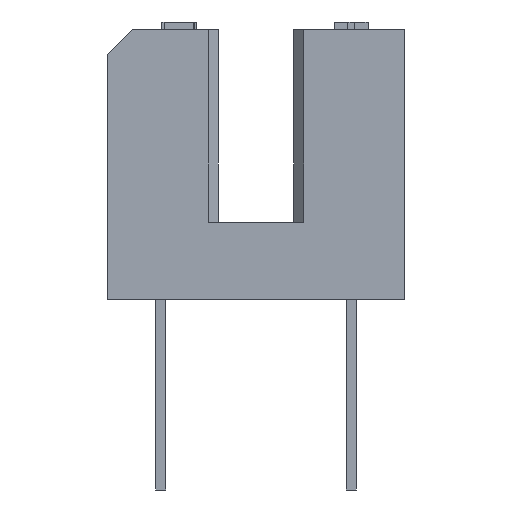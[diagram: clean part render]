
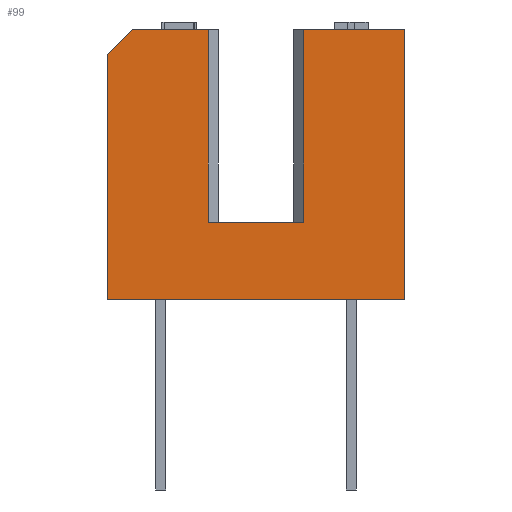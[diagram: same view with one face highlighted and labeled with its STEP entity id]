
A CAD part, front view. The second image highlights one B-rep face of the part: STEP entity #99.
In plain terms, the highlighted planar face has unit normal (0, -1, 0).
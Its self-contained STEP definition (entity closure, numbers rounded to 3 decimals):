
#99=ADVANCED_FACE('',(#202),#3471,.T.);
#202=FACE_OUTER_BOUND('',#305,.T.);
#305=EDGE_LOOP('',(#514,#515,#516,#517,#518,#519,#520,#521,#522));
#514=ORIENTED_EDGE('',*,*,#2267,.F.);
#515=ORIENTED_EDGE('',*,*,#2251,.F.);
#516=ORIENTED_EDGE('',*,*,#2264,.F.);
#517=ORIENTED_EDGE('',*,*,#2292,.T.);
#518=ORIENTED_EDGE('',*,*,#2293,.T.);
#519=ORIENTED_EDGE('',*,*,#2294,.T.);
#520=ORIENTED_EDGE('',*,*,#2295,.T.);
#521=ORIENTED_EDGE('',*,*,#2296,.T.);
#522=ORIENTED_EDGE('',*,*,#2297,.T.);
#964=PCURVE('',#3465,#1486);
#978=PCURVE('',#3450,#1500);
#982=PCURVE('',#3451,#1504);
#1036=PCURVE('',#3471,#1558);
#1037=PCURVE('',#3471,#1559);
#1038=PCURVE('',#3471,#1560);
#1039=PCURVE('',#3471,#1561);
#1040=PCURVE('',#3471,#1562);
#1041=PCURVE('',#3471,#1563);
#1042=PCURVE('',#3471,#1564);
#1043=PCURVE('',#3471,#1565);
#1044=PCURVE('',#3471,#1566);
#1048=PCURVE('',#3456,#1570);
#1072=PCURVE('',#3457,#1594);
#1076=PCURVE('',#3458,#1598);
#1084=PCURVE('',#3459,#1606);
#1088=PCURVE('',#3460,#1610);
#1097=PCURVE('',#3461,#1619);
#1486=DEFINITIONAL_REPRESENTATION('',(#2566),#5801);
#1500=DEFINITIONAL_REPRESENTATION('',(#2593),#5801);
#1504=DEFINITIONAL_REPRESENTATION('',(#2600),#5801);
#1558=DEFINITIONAL_REPRESENTATION('',(#2678),#5801);
#1559=DEFINITIONAL_REPRESENTATION('',(#2679),#5801);
#1560=DEFINITIONAL_REPRESENTATION('',(#2680),#5801);
#1561=DEFINITIONAL_REPRESENTATION('',(#2682),#5801);
#1562=DEFINITIONAL_REPRESENTATION('',(#2684),#5801);
#1563=DEFINITIONAL_REPRESENTATION('',(#2686),#5801);
#1564=DEFINITIONAL_REPRESENTATION('',(#2688),#5801);
#1565=DEFINITIONAL_REPRESENTATION('',(#2690),#5801);
#1566=DEFINITIONAL_REPRESENTATION('',(#2692),#5801);
#1570=DEFINITIONAL_REPRESENTATION('',(#2696),#5801);
#1594=DEFINITIONAL_REPRESENTATION('',(#2736),#5801);
#1598=DEFINITIONAL_REPRESENTATION('',(#2741),#5801);
#1606=DEFINITIONAL_REPRESENTATION('',(#2750),#5801);
#1610=DEFINITIONAL_REPRESENTATION('',(#2755),#5801);
#1619=DEFINITIONAL_REPRESENTATION('',(#2765),#5801);
#1990=SURFACE_CURVE('',#2565,(#964,#1037),.PCURVE_S1.);
#2003=SURFACE_CURVE('',#2592,(#978,#1038),.PCURVE_S1.);
#2006=SURFACE_CURVE('',#2599,(#982,#1036),.PCURVE_S1.);
#2031=SURFACE_CURVE('',#2681,(#1039,#1097),.PCURVE_S1.);
#2032=SURFACE_CURVE('',#2683,(#1040,#1088),.PCURVE_S1.);
#2033=SURFACE_CURVE('',#2685,(#1041,#1084),.PCURVE_S1.);
#2034=SURFACE_CURVE('',#2687,(#1042,#1076),.PCURVE_S1.);
#2035=SURFACE_CURVE('',#2689,(#1043,#1072),.PCURVE_S1.);
#2036=SURFACE_CURVE('',#2691,(#1044,#1048),.PCURVE_S1.);
#2251=EDGE_CURVE('',#3287,#3286,#1990,.T.);
#2264=EDGE_CURVE('',#3296,#3287,#2003,.T.);
#2267=EDGE_CURVE('',#3286,#3299,#2006,.T.);
#2292=EDGE_CURVE('',#3296,#3313,#2031,.T.);
#2293=EDGE_CURVE('',#3313,#3314,#2032,.T.);
#2294=EDGE_CURVE('',#3314,#3315,#2033,.T.);
#2295=EDGE_CURVE('',#3315,#3316,#2034,.T.);
#2296=EDGE_CURVE('',#3316,#3317,#2035,.T.);
#2297=EDGE_CURVE('',#3317,#3299,#2036,.T.);
#2565=B_SPLINE_CURVE_WITH_KNOTS('',1,(#4214,#4215,#4216,#4217),
 .UNSPECIFIED.,.F.,.F.,(2,1,1,2),(0.6,1.,4.,4.4),.UNSPECIFIED.);
#2566=B_SPLINE_CURVE_WITH_KNOTS('',1,(#4218,#4219,#4220,#4221),
 .UNSPECIFIED.,.F.,.F.,(2,1,1,2),(0.6,1.,4.,4.4),
 .UNSPECIFIED.);
#2592=B_SPLINE_CURVE_WITH_KNOTS('',1,(#4276,#4277),.UNSPECIFIED.,.F.,.F.,
(2,2),(0.,7.7),.UNSPECIFIED.);
#2593=B_SPLINE_CURVE_WITH_KNOTS('',1,(#4278,#4279),.UNSPECIFIED.,.F.,.F.,
(2,2),(0.,7.7),.UNSPECIFIED.);
#2599=B_SPLINE_CURVE_WITH_KNOTS('',1,(#4290,#4291),.UNSPECIFIED.,.F.,.F.,
(2,2),(-7.7,0.),.UNSPECIFIED.);
#2600=B_SPLINE_CURVE_WITH_KNOTS('',1,(#4292,#4293),.UNSPECIFIED.,.F.,.F.,
(2,2),(-7.7,0.),.UNSPECIFIED.);
#2678=B_SPLINE_CURVE_WITH_KNOTS('',1,(#4466,#4467),.UNSPECIFIED.,.F.,.F.,
(2,2),(-7.7,0.),.UNSPECIFIED.);
#2679=B_SPLINE_CURVE_WITH_KNOTS('',3,(#4468,#4469,#4470,#4471,#4472,#4473,
#4474,#4475,#4476,#4477),.UNSPECIFIED.,.F.,.F.,(4,3,3,4),(0.6,1.,4.,4.4),
 .UNSPECIFIED.);
#2680=B_SPLINE_CURVE_WITH_KNOTS('',1,(#4478,#4479),.UNSPECIFIED.,.F.,.F.,
(2,2),(0.,7.7),.UNSPECIFIED.);
#2681=B_SPLINE_CURVE_WITH_KNOTS('',1,(#4480,#4481),.UNSPECIFIED.,.F.,.F.,
(2,2),(18.8,21.85),.UNSPECIFIED.);
#2682=B_SPLINE_CURVE_WITH_KNOTS('',1,(#4482,#4483),.UNSPECIFIED.,.F.,.F.,
(2,2),(18.8,21.85),.UNSPECIFIED.);
#2683=B_SPLINE_CURVE_WITH_KNOTS('',1,(#4484,#4485),.UNSPECIFIED.,.F.,.F.,
(2,2),(21.85,23.264),.UNSPECIFIED.);
#2684=B_SPLINE_CURVE_WITH_KNOTS('',1,(#4486,#4487),.UNSPECIFIED.,.F.,.F.,
(2,2),(21.85,23.264),.UNSPECIFIED.);
#2685=B_SPLINE_CURVE_WITH_KNOTS('',1,(#4488,#4489),.UNSPECIFIED.,.F.,.F.,
(2,2),(23.264,33.064),.UNSPECIFIED.);
#2686=B_SPLINE_CURVE_WITH_KNOTS('',1,(#4490,#4491),.UNSPECIFIED.,.F.,.F.,
(2,2),(23.264,33.064),.UNSPECIFIED.);
#2687=B_SPLINE_CURVE_WITH_KNOTS('',1,(#4492,#4493),.UNSPECIFIED.,.F.,.F.,
(2,2),(33.064,44.964),.UNSPECIFIED.);
#2688=B_SPLINE_CURVE_WITH_KNOTS('',1,(#4494,#4495),.UNSPECIFIED.,.F.,.F.,
(2,2),(33.064,44.964),.UNSPECIFIED.);
#2689=B_SPLINE_CURVE_WITH_KNOTS('',1,(#4496,#4497),.UNSPECIFIED.,.F.,.F.,
(2,2),(44.964,55.764),.UNSPECIFIED.);
#2690=B_SPLINE_CURVE_WITH_KNOTS('',1,(#4498,#4499),.UNSPECIFIED.,.F.,.F.,
(2,2),(44.964,55.764),.UNSPECIFIED.);
#2691=B_SPLINE_CURVE_WITH_KNOTS('',1,(#4500,#4501),.UNSPECIFIED.,.F.,.F.,
(2,2),(55.764,59.814),.UNSPECIFIED.);
#2692=B_SPLINE_CURVE_WITH_KNOTS('',1,(#4502,#4503),.UNSPECIFIED.,.F.,.F.,
(2,2),(55.764,59.814),.UNSPECIFIED.);
#2696=B_SPLINE_CURVE_WITH_KNOTS('',1,(#4512,#4513),.UNSPECIFIED.,.F.,.F.,
(2,2),(55.764,59.814),.UNSPECIFIED.);
#2736=B_SPLINE_CURVE_WITH_KNOTS('',1,(#4618,#4619),.UNSPECIFIED.,.F.,.F.,
(2,2),(44.964,55.764),.UNSPECIFIED.);
#2741=B_SPLINE_CURVE_WITH_KNOTS('',1,(#4628,#4629),.UNSPECIFIED.,.F.,.F.,
(2,2),(33.064,44.964),.UNSPECIFIED.);
#2750=B_SPLINE_CURVE_WITH_KNOTS('',1,(#4652,#4653),.UNSPECIFIED.,.F.,.F.,
(2,2),(23.264,33.064),.UNSPECIFIED.);
#2755=B_SPLINE_CURVE_WITH_KNOTS('',1,(#4662,#4663),.UNSPECIFIED.,.F.,.F.,
(2,2),(21.85,23.264),.UNSPECIFIED.);
#2765=B_SPLINE_CURVE_WITH_KNOTS('',1,(#4686,#4687),.UNSPECIFIED.,.F.,.F.,
(2,2),(18.8,21.85),.UNSPECIFIED.);
#3286=VERTEX_POINT('',#3920);
#3287=VERTEX_POINT('',#3921);
#3296=VERTEX_POINT('',#3930);
#3299=VERTEX_POINT('',#3933);
#3313=VERTEX_POINT('',#3947);
#3314=VERTEX_POINT('',#3948);
#3315=VERTEX_POINT('',#3949);
#3316=VERTEX_POINT('',#3950);
#3317=VERTEX_POINT('',#3951);
#3450=PLANE('',#3566);
#3451=PLANE('',#3567);
#3456=PLANE('',#3572);
#3457=PLANE('',#3573);
#3458=PLANE('',#3574);
#3459=PLANE('',#3575);
#3460=PLANE('',#3576);
#3461=PLANE('',#3577);
#3465=PLANE('',#3581);
#3471=PLANE('',#3587);
#3566=AXIS2_PLACEMENT_3D('',#3764,#3665,$);
#3567=AXIS2_PLACEMENT_3D('',#3765,#3666,$);
#3572=AXIS2_PLACEMENT_3D('',#3770,#3671,$);
#3573=AXIS2_PLACEMENT_3D('',#3771,#3672,$);
#3574=AXIS2_PLACEMENT_3D('',#3772,#3673,$);
#3575=AXIS2_PLACEMENT_3D('',#3773,#3674,$);
#3576=AXIS2_PLACEMENT_3D('',#3774,#3675,$);
#3577=AXIS2_PLACEMENT_3D('',#3775,#3676,$);
#3581=AXIS2_PLACEMENT_3D('',#3779,#3680,$);
#3587=AXIS2_PLACEMENT_3D('',#3785,#3686,$);
#3665=DIRECTION('',(0.707,-0.707,0.));
#3666=DIRECTION('',(-0.707,-0.707,0.));
#3671=DIRECTION('',(0.,0.,1.));
#3672=DIRECTION('',(1.,0.,0.));
#3673=DIRECTION('',(0.,0.,-1.));
#3674=DIRECTION('',(-1.,0.,0.));
#3675=DIRECTION('',(-0.707,0.,0.707));
#3676=DIRECTION('',(0.,0.,1.));
#3680=DIRECTION('',(0.,0.,1.));
#3686=DIRECTION('',(0.,-1.,0.));
#3764=CARTESIAN_POINT('',(-1.5,-2.75,3.1));
#3765=CARTESIAN_POINT('',(2.5,-3.75,3.1));
#3770=CARTESIAN_POINT('',(5.95,3.15,10.8));
#3771=CARTESIAN_POINT('',(5.95,3.15,0.));
#3772=CARTESIAN_POINT('',(-5.95,3.15,0.));
#3773=CARTESIAN_POINT('',(-5.95,3.15,9.8));
#3774=CARTESIAN_POINT('',(-4.95,3.15,10.8));
#3775=CARTESIAN_POINT('',(-1.5,3.15,10.8));
#3779=CARTESIAN_POINT('',(-1.938,-3.16,3.1));
#3785=CARTESIAN_POINT('',(-7.438,-3.15,-1.35));
#3920=CARTESIAN_POINT('',(1.9,-3.15,3.1));
#3921=CARTESIAN_POINT('',(-1.9,-3.15,3.1));
#3930=CARTESIAN_POINT('',(-1.9,-3.15,10.8));
#3933=CARTESIAN_POINT('',(1.9,-3.15,10.8));
#3947=CARTESIAN_POINT('',(-4.95,-3.15,10.8));
#3948=CARTESIAN_POINT('',(-5.95,-3.15,9.8));
#3949=CARTESIAN_POINT('',(-5.95,-3.15,0.));
#3950=CARTESIAN_POINT('',(5.95,-3.15,0.));
#3951=CARTESIAN_POINT('',(5.95,-3.15,10.8));
#4214=CARTESIAN_POINT('',(-1.9,-3.15,3.1));
#4215=CARTESIAN_POINT('',(-1.5,-3.15,3.1));
#4216=CARTESIAN_POINT('',(1.5,-3.15,3.1));
#4217=CARTESIAN_POINT('',(1.9,-3.15,3.1));
#4218=CARTESIAN_POINT('',(-0.4,-0.4));
#4219=CARTESIAN_POINT('',(0.,-0.4));
#4220=CARTESIAN_POINT('',(3.,-0.4));
#4221=CARTESIAN_POINT('',(3.4,-0.4));
#4276=CARTESIAN_POINT('',(-1.9,-3.15,10.8));
#4277=CARTESIAN_POINT('',(-1.9,-3.15,3.1));
#4278=CARTESIAN_POINT('',(7.7,9.98));
#4279=CARTESIAN_POINT('',(0.,9.98));
#4290=CARTESIAN_POINT('',(1.9,-3.15,3.1));
#4291=CARTESIAN_POINT('',(1.9,-3.15,10.8));
#4292=CARTESIAN_POINT('',(0.,5.849));
#4293=CARTESIAN_POINT('',(7.7,5.849));
#4466=CARTESIAN_POINT('',(0.4,-7.7));
#4467=CARTESIAN_POINT('',(0.4,0.));
#4468=CARTESIAN_POINT('',(-3.4,-7.7));
#4469=CARTESIAN_POINT('',(-3.267,-7.7));
#4470=CARTESIAN_POINT('',(-3.133,-7.7));
#4471=CARTESIAN_POINT('',(-3.,-7.7));
#4472=CARTESIAN_POINT('',(-2.,-7.7));
#4473=CARTESIAN_POINT('',(-1.,-7.7));
#4474=CARTESIAN_POINT('',(0.,-7.7));
#4475=CARTESIAN_POINT('',(0.133,-7.7));
#4476=CARTESIAN_POINT('',(0.267,-7.7));
#4477=CARTESIAN_POINT('',(0.4,-7.7));
#4478=CARTESIAN_POINT('',(-3.4,0.));
#4479=CARTESIAN_POINT('',(-3.4,-7.7));
#4480=CARTESIAN_POINT('',(-1.9,-3.15,10.8));
#4481=CARTESIAN_POINT('',(-4.95,-3.15,10.8));
#4482=CARTESIAN_POINT('',(-3.4,0.));
#4483=CARTESIAN_POINT('',(-6.45,0.));
#4484=CARTESIAN_POINT('',(-4.95,-3.15,10.8));
#4485=CARTESIAN_POINT('',(-5.95,-3.15,9.8));
#4486=CARTESIAN_POINT('',(-6.45,0.));
#4487=CARTESIAN_POINT('',(-7.45,-1.));
#4488=CARTESIAN_POINT('',(-5.95,-3.15,9.8));
#4489=CARTESIAN_POINT('',(-5.95,-3.15,0.));
#4490=CARTESIAN_POINT('',(-7.45,-1.));
#4491=CARTESIAN_POINT('',(-7.45,-10.8));
#4492=CARTESIAN_POINT('',(-5.95,-3.15,0.));
#4493=CARTESIAN_POINT('',(5.95,-3.15,0.));
#4494=CARTESIAN_POINT('',(-7.45,-10.8));
#4495=CARTESIAN_POINT('',(4.45,-10.8));
#4496=CARTESIAN_POINT('',(5.95,-3.15,0.));
#4497=CARTESIAN_POINT('',(5.95,-3.15,10.8));
#4498=CARTESIAN_POINT('',(4.45,-10.8));
#4499=CARTESIAN_POINT('',(4.45,0.));
#4500=CARTESIAN_POINT('',(5.95,-3.15,10.8));
#4501=CARTESIAN_POINT('',(1.9,-3.15,10.8));
#4502=CARTESIAN_POINT('',(4.45,0.));
#4503=CARTESIAN_POINT('',(0.4,0.));
#4512=CARTESIAN_POINT('',(55.764,6.3));
#4513=CARTESIAN_POINT('',(59.814,6.3));
#4618=CARTESIAN_POINT('',(44.964,6.3));
#4619=CARTESIAN_POINT('',(55.764,6.3));
#4628=CARTESIAN_POINT('',(33.064,6.3));
#4629=CARTESIAN_POINT('',(44.964,6.3));
#4652=CARTESIAN_POINT('',(23.264,6.3));
#4653=CARTESIAN_POINT('',(33.064,6.3));
#4662=CARTESIAN_POINT('',(21.85,6.3));
#4663=CARTESIAN_POINT('',(23.264,6.3));
#4686=CARTESIAN_POINT('',(18.8,6.3));
#4687=CARTESIAN_POINT('',(21.85,6.3));
#5801=(
GEOMETRIC_REPRESENTATION_CONTEXT(2)
PARAMETRIC_REPRESENTATION_CONTEXT()
REPRESENTATION_CONTEXT('pspace','')
);
